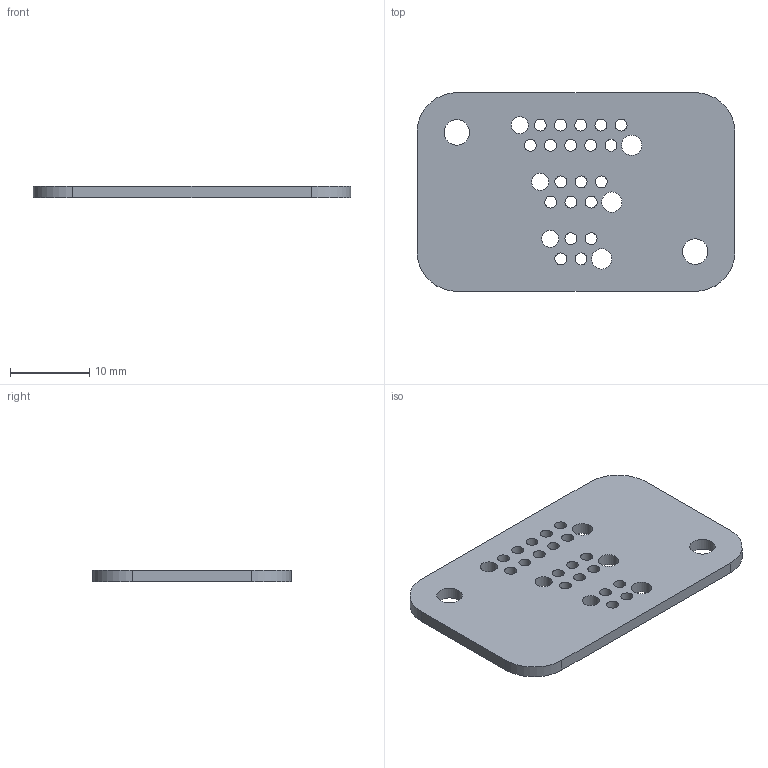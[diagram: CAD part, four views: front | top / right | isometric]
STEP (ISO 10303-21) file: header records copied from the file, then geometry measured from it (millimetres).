
FILE_DESCRIPTION(('KiCad electronic assembly'),'2;1');
FILE_NAME('skedd-testing____3D.step','2025-12-11T10:46:20',('Pcbnew'),( 'Kicad'),'Open CASCADE STEP processor 7.6','KiCad to STEP converter' ,'Unknown');
FILE_SCHEMA(('AUTOMOTIVE_DESIGN { 1 0 10303 214 1 1 1 1 }'));
Length unit declared in the file: millimetre
Products named in the file (2): skedd-testing____3D 1; skedd-testing_PCB
Assembly tree (1 placements, depth 2):
  skedd-testing____3D 1
    skedd-testing_PCB
Bounding box: 40 x 25 x 1.51 mm (x, y, z)
Volume: 1360.4 mm3; surface area: 2224.7 mm2
Topology: 1 solids, 1 shells, 38 faces, 108 edges, 72 vertices
Faces by surface type: cylinder 32, plane 6
Full cylindrical faces by diameter (mm): 1.5 x20, 2.15 x3, 2.55 x3, 3.2 x2
Entity records: 1425 total; most frequent: DIRECTION 252, CARTESIAN_POINT 220, ORIENTED_EDGE 216, EDGE_CURVE 108, AXIS2_PLACEMENT_3D 104, FACE_BOUND 94, EDGE_LOOP 94, VERTEX_POINT 72
